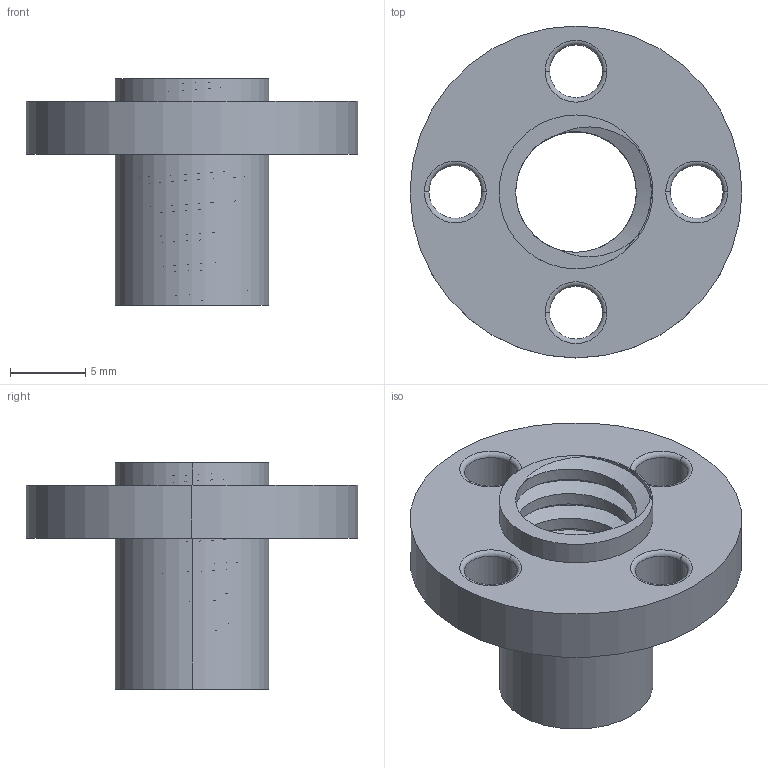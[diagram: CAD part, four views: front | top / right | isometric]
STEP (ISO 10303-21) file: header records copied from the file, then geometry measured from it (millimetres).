
FILE_DESCRIPTION (( 'STEP AP214' ), '1' );
FILE_NAME ('LeadScrew Nut 8mm x 2mmPitch.STEP', '2016-11-12T17:39:00', ( '' ), ( '' ), 'SwSTEP 2.0', 'SolidWorks 2016', '' );
FILE_SCHEMA (( 'AUTOMOTIVE_DESIGN' ));
Length unit declared in the file: millimetre
Products named in the file (1): LeadScrew Nut 8mm x 2mmPitch
Bounding box: 22 x 22 x 15 mm (x, y, z)
Volume: 1214.7 mm3; surface area: 2031.1 mm2
Topology: 1 solids, 1 shells, 46 faces, 118 edges, 76 vertices
Faces by surface type: cylinder 31, torus 8, plane 4, bspline 3
Entity records: 3111 total; most frequent: CARTESIAN_POINT 2018, ORIENTED_EDGE 236, DIRECTION 214, EDGE_CURVE 118, AXIS2_PLACEMENT_3D 92, VERTEX_POINT 76, EDGE_LOOP 58, CIRCLE 48
